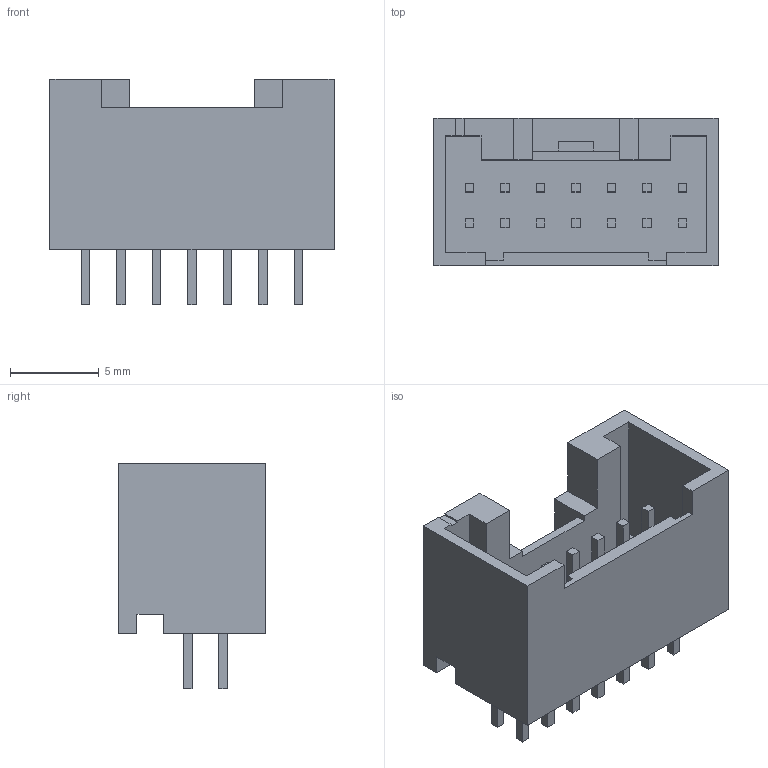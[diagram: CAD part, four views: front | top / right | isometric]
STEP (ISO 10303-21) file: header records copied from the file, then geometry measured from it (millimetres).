
FILE_DESCRIPTION(('FreeCAD Model'),'2;1');
FILE_NAME('JST_PUD_B14B-PUDSS_2x07x2.00mm_Straight.STEP','2016-03-20T17:26:20',( 'Author'),(''),'Open CASCADE STEP processor 6.8','FreeCAD','Unknown' );
FILE_SCHEMA(('AUTOMOTIVE_DESIGN_CC2 { 1 2 10303 214 -1 1 5 4 }'));
Length unit declared in the file: millimetre
Products named in the file (1): B14B-PUDSS
Bounding box: 16 x 8.3 x 12.7 mm (x, y, z)
Volume: 529.5 mm3; surface area: 1275.4 mm2
Topology: 1 solids, 1 shells, 187 faces, 468 edges, 312 vertices
Faces by surface type: plane 187
Entity records: 12868 total; most frequent: CARTESIAN_POINT 1904, DIRECTION 1780, LINE 1404, VECTOR 1404, ORIENTED_EDGE 936, PCURVE 936, DEFINITIONAL_REPRESENTATION 936, EDGE_CURVE 468
